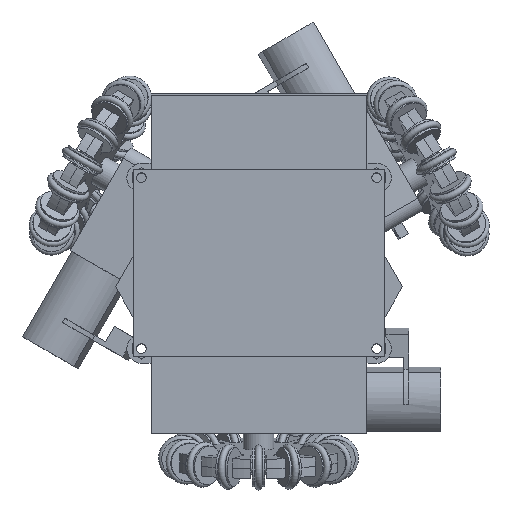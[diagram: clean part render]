
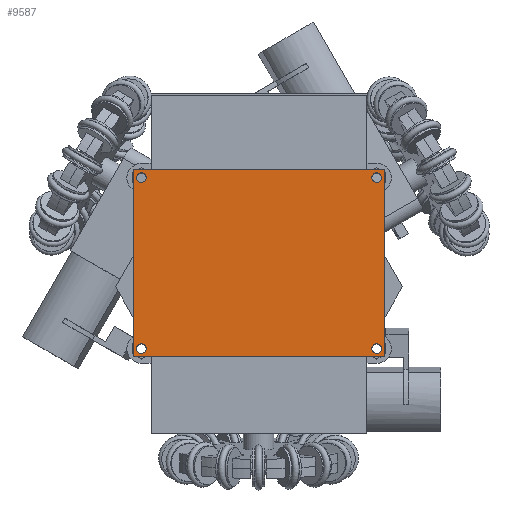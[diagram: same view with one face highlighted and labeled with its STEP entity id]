
A CAD part, top view. The second image highlights one B-rep face of the part: STEP entity #9587.
In plain terms, the highlighted planar face has unit normal (0, 0, 1).
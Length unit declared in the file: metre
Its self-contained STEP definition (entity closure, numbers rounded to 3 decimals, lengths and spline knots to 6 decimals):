
#890=CIRCLE('',#10334,0.0015);
#892=CIRCLE('',#10337,0.0015);
#894=CIRCLE('',#10340,0.0015);
#896=CIRCLE('',#10343,0.0015);
#1693=ORIENTED_EDGE('',*,*,#4195,.F.);
#1694=ORIENTED_EDGE('',*,*,#4193,.F.);
#1695=ORIENTED_EDGE('',*,*,#4191,.F.);
#1696=ORIENTED_EDGE('',*,*,#4189,.F.);
#1697=ORIENTED_EDGE('',*,*,#4181,.F.);
#1698=ORIENTED_EDGE('',*,*,#4185,.T.);
#1699=ORIENTED_EDGE('',*,*,#4188,.T.);
#1700=ORIENTED_EDGE('',*,*,#4198,.F.);
#4181=EDGE_CURVE('',#5466,#5467,#6380,.T.);
#4185=EDGE_CURVE('',#5466,#5469,#6384,.T.);
#4188=EDGE_CURVE('',#5469,#5471,#6387,.T.);
#4189=EDGE_CURVE('',#5472,#5472,#890,.T.);
#4191=EDGE_CURVE('',#5474,#5474,#892,.T.);
#4193=EDGE_CURVE('',#5476,#5476,#894,.T.);
#4195=EDGE_CURVE('',#5478,#5478,#896,.T.);
#4198=EDGE_CURVE('',#5467,#5471,#6389,.T.);
#5466=VERTEX_POINT('',#14459);
#5467=VERTEX_POINT('',#14461);
#5469=VERTEX_POINT('',#14467);
#5471=VERTEX_POINT('',#14473);
#5472=VERTEX_POINT('',#14477);
#5474=VERTEX_POINT('',#14482);
#5476=VERTEX_POINT('',#14487);
#5478=VERTEX_POINT('',#14492);
#6380=LINE('',#14460,#7262);
#6384=LINE('',#14468,#7266);
#6387=LINE('',#14474,#7269);
#6389=LINE('',#14497,#7271);
#7262=VECTOR('',#11555,1.);
#7266=VECTOR('',#11561,1.);
#7269=VECTOR('',#11566,1.);
#7271=VECTOR('',#11594,1.);
#8144=EDGE_LOOP('',(#1693));
#8145=EDGE_LOOP('',(#1694));
#8146=EDGE_LOOP('',(#1695));
#8147=EDGE_LOOP('',(#1696));
#8148=EDGE_LOOP('',(#1697,#1698,#1699,#1700));
#8760=FACE_BOUND('',#8144,.T.);
#8761=FACE_BOUND('',#8145,.T.);
#8762=FACE_BOUND('',#8146,.T.);
#8763=FACE_BOUND('',#8147,.T.);
#8764=FACE_BOUND('',#8148,.T.);
#9325=PLANE('',#10346);
#9587=ADVANCED_FACE('',(#8760,#8761,#8762,#8763,#8764),#9325,.T.);
#10334=AXIS2_PLACEMENT_3D('',#14476,#11569,#11570);
#10337=AXIS2_PLACEMENT_3D('',#14481,#11575,#11576);
#10340=AXIS2_PLACEMENT_3D('',#14486,#11581,#11582);
#10343=AXIS2_PLACEMENT_3D('',#14491,#11587,#11588);
#10346=AXIS2_PLACEMENT_3D('',#14498,#11595,#11596);
#11555=DIRECTION('',(-1.,0.,0.));
#11561=DIRECTION('',(0.,1.,0.));
#11566=DIRECTION('',(-1.,0.,0.));
#11569=DIRECTION('',(0.,0.,1.));
#11570=DIRECTION('',(1.,0.,0.));
#11575=DIRECTION('',(0.,0.,1.));
#11576=DIRECTION('',(1.,0.,0.));
#11581=DIRECTION('',(0.,0.,1.));
#11582=DIRECTION('',(1.,0.,0.));
#11587=DIRECTION('',(0.,0.,1.));
#11588=DIRECTION('',(1.,0.,0.));
#11594=DIRECTION('',(0.,1.,0.));
#11595=DIRECTION('',(0.,0.,1.));
#11596=DIRECTION('',(1.,0.,0.));
#14459=CARTESIAN_POINT('',(0.039,-0.029,-0.049));
#14460=CARTESIAN_POINT('',(0.,-0.029,-0.049));
#14461=CARTESIAN_POINT('',(-0.039,-0.029,-0.049));
#14467=CARTESIAN_POINT('',(0.039,0.029,-0.049));
#14468=CARTESIAN_POINT('',(0.039,0.,-0.049));
#14473=CARTESIAN_POINT('',(-0.039,0.029,-0.049));
#14474=CARTESIAN_POINT('',(0.,0.029,-0.049));
#14476=CARTESIAN_POINT('',(-0.0365,0.0265,-0.049));
#14477=CARTESIAN_POINT('',(-0.035,0.0265,-0.049));
#14481=CARTESIAN_POINT('',(0.0365,0.0265,-0.049));
#14482=CARTESIAN_POINT('',(0.038,0.0265,-0.049));
#14486=CARTESIAN_POINT('',(0.0365,-0.0265,-0.049));
#14487=CARTESIAN_POINT('',(0.038,-0.0265,-0.049));
#14491=CARTESIAN_POINT('',(-0.0365,-0.0265,-0.049));
#14492=CARTESIAN_POINT('',(-0.035,-0.0265,-0.049));
#14497=CARTESIAN_POINT('',(-0.039,0.,-0.049));
#14498=CARTESIAN_POINT('',(0.,0.,-0.049));
